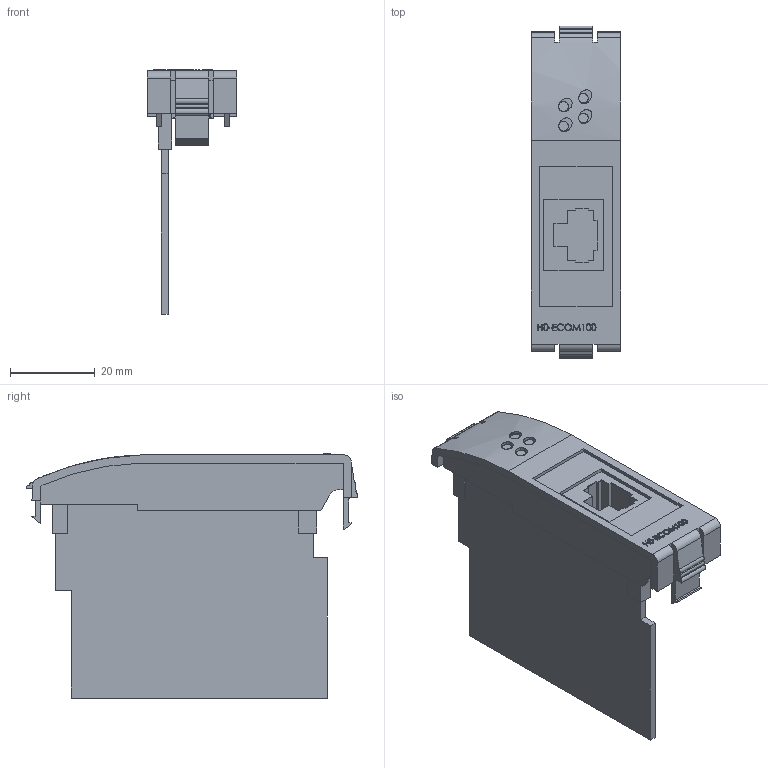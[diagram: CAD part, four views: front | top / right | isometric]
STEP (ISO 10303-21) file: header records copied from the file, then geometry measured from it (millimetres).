
FILE_DESCRIPTION (( 'STEP AP214' ), '1' );
FILE_NAME ('H0-ECOM100.STEP', '2011-02-03T13:09:26', ( '.adc' ), ( '' ), 'SwSTEP 2.0', 'SolidWorks 2009', '' );
FILE_SCHEMA (( 'AUTOMOTIVE_DESIGN' ));
Length unit declared in the file: inch
Products named in the file (1): H0-ECOM100
Bounding box: 20.98 x 78.23 x 57.53 mm (x, y, z)
Volume: 9884.4 mm3; surface area: 14496.5 mm2
Topology: 1 solids, 1 shells, 310 faces, 840 edges, 558 vertices
Faces by surface type: plane 211, bspline 52, cylinder 47
Entity records: 14761 total; most frequent: CARTESIAN_POINT 5743, ORIENTED_EDGE 1680, DIRECTION 1337, EDGE_CURVE 840, VECTOR 637, LINE 637, VERTEX_POINT 558, AXIS2_PLACEMENT_3D 350
